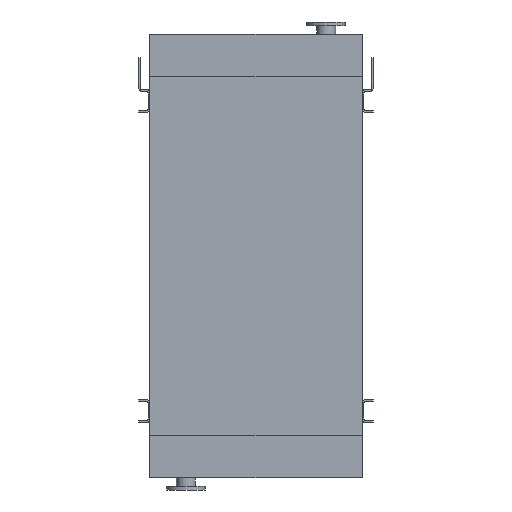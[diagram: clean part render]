
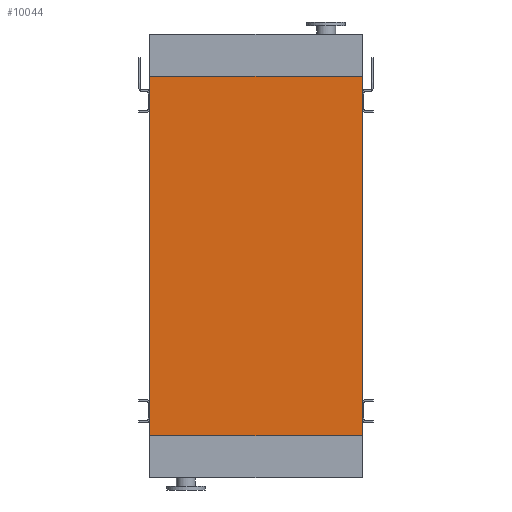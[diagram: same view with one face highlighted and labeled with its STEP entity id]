
A CAD part, front view. The second image highlights one B-rep face of the part: STEP entity #10044.
In plain terms, the highlighted planar face has unit normal (0, -1, 0).
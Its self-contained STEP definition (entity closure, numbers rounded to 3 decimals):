
#178 = EDGE_CURVE ( 'NONE', #2945, #15449, #2271, .T. ) ;
#313 = VERTEX_POINT ( 'NONE', #5875 ) ;
#517 = VERTEX_POINT ( 'NONE', #8845 ) ;
#945 = CARTESIAN_POINT ( 'NONE',  ( 605., 0., 0. ) ) ;
#2271 = LINE ( 'NONE', #11663, #14074 ) ;
#2391 = CARTESIAN_POINT ( 'NONE',  ( -605., 0., -2050. ) ) ;
#2945 = VERTEX_POINT ( 'NONE', #10853 ) ;
#3319 = ORIENTED_EDGE ( 'NONE', *, *, #9590, .T. ) ;
#3608 = DIRECTION ( 'NONE',  ( 0., 0., -1. ) ) ;
#4791 = PLANE ( 'NONE',  #6116 ) ;
#4966 = DIRECTION ( 'NONE',  ( 0., 0., 1. ) ) ;
#5117 = LINE ( 'NONE', #8518, #8303 ) ;
#5620 = ORIENTED_EDGE ( 'NONE', *, *, #10517, .T. ) ;
#5875 = CARTESIAN_POINT ( 'NONE',  ( 605., 0., -2050. ) ) ;
#6116 = AXIS2_PLACEMENT_3D ( 'NONE', #2391, #10889, #3608 ) ;
#8303 = VECTOR ( 'NONE', #13425, 1000. ) ;
#8518 = CARTESIAN_POINT ( 'NONE',  ( -605., 0., -2050. ) ) ;
#8845 = CARTESIAN_POINT ( 'NONE',  ( -605., 0., -2050. ) ) ;
#8882 = VECTOR ( 'NONE', #4966, 1000. ) ;
#9150 = CARTESIAN_POINT ( 'NONE',  ( -605., 0., -2050. ) ) ;
#9368 = ORIENTED_EDGE ( 'NONE', *, *, #15738, .F. ) ;
#9590 = EDGE_CURVE ( 'NONE', #517, #313, #5117, .T. ) ;
#9642 = LINE ( 'NONE', #9778, #8882 ) ;
#9658 = EDGE_LOOP ( 'NONE', ( #10461, #9368, #3319, #5620 ) ) ;
#9778 = CARTESIAN_POINT ( 'NONE',  ( 605., 0., -2050. ) ) ;
#10044 = ADVANCED_FACE ( 'NONE', ( #12133 ), #4791, .T. ) ;
#10364 = DIRECTION ( 'NONE',  ( 0., 0., 1. ) ) ;
#10424 = DIRECTION ( 'NONE',  ( 1., 0., 0. ) ) ;
#10461 = ORIENTED_EDGE ( 'NONE', *, *, #178, .F. ) ;
#10517 = EDGE_CURVE ( 'NONE', #313, #15449, #9642, .T. ) ;
#10853 = CARTESIAN_POINT ( 'NONE',  ( -605., 0., 0. ) ) ;
#10889 = DIRECTION ( 'NONE',  ( 0., -1., 0. ) ) ;
#11614 = LINE ( 'NONE', #9150, #15245 ) ;
#11663 = CARTESIAN_POINT ( 'NONE',  ( -605., 0., 0. ) ) ;
#12133 = FACE_OUTER_BOUND ( 'NONE', #9658, .T. ) ;
#13425 = DIRECTION ( 'NONE',  ( 1., 0., 0. ) ) ;
#14074 = VECTOR ( 'NONE', #10424, 1000. ) ;
#15245 = VECTOR ( 'NONE', #10364, 1000. ) ;
#15449 = VERTEX_POINT ( 'NONE', #945 ) ;
#15738 = EDGE_CURVE ( 'NONE', #517, #2945, #11614, .T. ) ;
